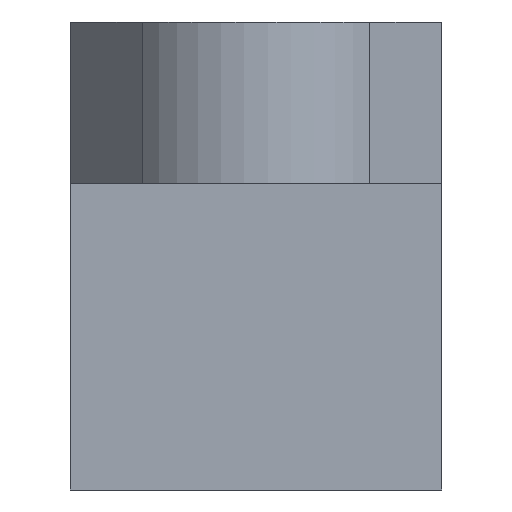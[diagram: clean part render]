
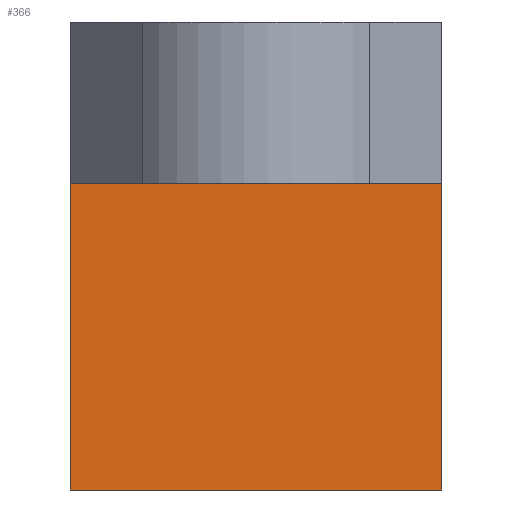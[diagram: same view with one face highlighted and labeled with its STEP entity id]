
A CAD part, front view. The second image highlights one B-rep face of the part: STEP entity #366.
In plain terms, the highlighted planar face has unit normal (0, -1, 0).
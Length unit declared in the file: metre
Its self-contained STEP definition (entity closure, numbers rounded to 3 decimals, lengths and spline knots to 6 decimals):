
#112=ORIENTED_EDGE('',*,*,#161,.F.);
#113=ORIENTED_EDGE('',*,*,#167,.F.);
#114=ORIENTED_EDGE('',*,*,#163,.T.);
#115=ORIENTED_EDGE('',*,*,#129,.T.);
#129=EDGE_CURVE('',#177,#178,#208,.T.);
#161=EDGE_CURVE('',#197,#178,#233,.T.);
#163=EDGE_CURVE('',#198,#177,#235,.T.);
#167=EDGE_CURVE('',#198,#197,#239,.T.);
#177=VERTEX_POINT('',#530);
#178=VERTEX_POINT('',#531);
#197=VERTEX_POINT('',#593);
#198=VERTEX_POINT('',#598);
#208=LINE('',#529,#248);
#233=LINE('',#594,#273);
#235=LINE('',#597,#275);
#239=LINE('',#605,#279);
#248=VECTOR('',#427,1.);
#273=VECTOR('',#490,1.);
#275=VECTOR('',#494,1.);
#279=VECTOR('',#502,1.);
#304=EDGE_LOOP('',(#112,#113,#114,#115));
#330=FACE_BOUND('',#304,.T.);
#346=PLANE('',#407);
#366=ADVANCED_FACE('',(#330),#346,.F.);
#407=AXIS2_PLACEMENT_3D('',#606,#503,#504);
#427=DIRECTION('',(-1.,0.,0.));
#490=DIRECTION('',(0.,0.,1.));
#494=DIRECTION('',(0.,0.,1.));
#502=DIRECTION('',(-1.,0.,0.));
#503=DIRECTION('',(0.,1.,0.));
#504=DIRECTION('',(1.,0.,0.));
#529=CARTESIAN_POINT('',(-0.01575,-0.0355,0.0125));
#530=CARTESIAN_POINT('',(-0.01575,-0.0355,0.0125));
#531=CARTESIAN_POINT('',(-0.02725,-0.0355,0.0125));
#593=CARTESIAN_POINT('',(-0.02725,-0.0355,0.003));
#594=CARTESIAN_POINT('',(-0.02725,-0.0355,0.00775));
#597=CARTESIAN_POINT('',(-0.01575,-0.0355,0.00775));
#598=CARTESIAN_POINT('',(-0.01575,-0.0355,0.003));
#605=CARTESIAN_POINT('',(-0.01575,-0.0355,0.003));
#606=CARTESIAN_POINT('',(-0.01575,-0.0355,0.00775));
